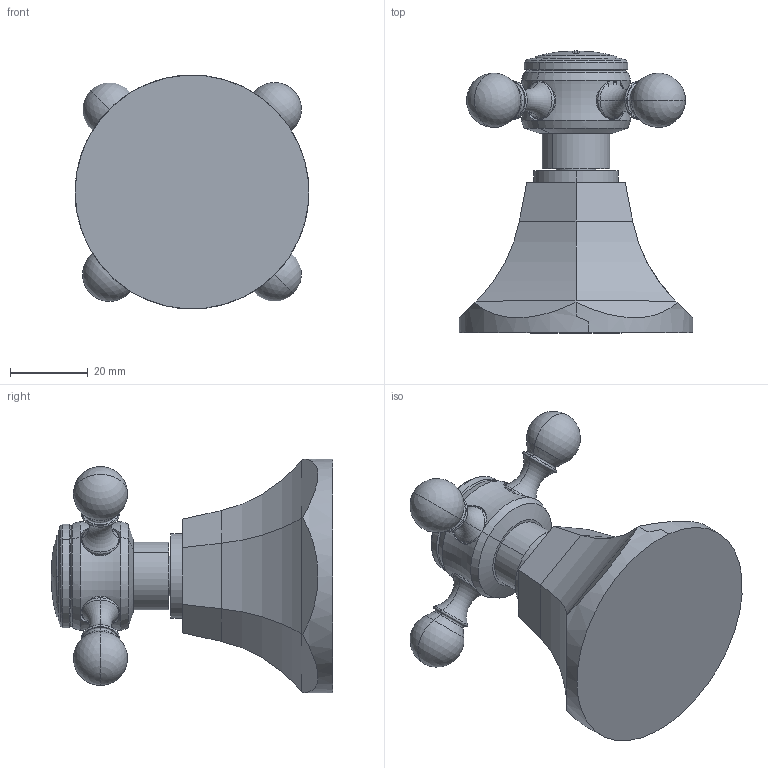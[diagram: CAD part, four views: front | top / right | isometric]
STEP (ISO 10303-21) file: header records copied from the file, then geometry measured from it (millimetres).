
FILE_DESCRIPTION((''),'2;1');
FILE_NAME('3-595','2021-01-04T14:36:35',('jinson.thomas'),(''),'CREO PARAMETRIC BY PTC INC, 2018400','CREO PARAMETRIC BY PTC INC, 2018400','');
FILE_SCHEMA(('CONFIG_CONTROL_DESIGN'));
Length unit declared in the file: inch
Products named in the file (1): 3-595
Bounding box: 60.32 x 72.69 x 60.33 mm (x, y, z)
Volume: 77133.7 mm3; surface area: 15976.7 mm2
Topology: 1 solids, 1 shells, 148 faces, 336 edges, 193 vertices
Faces by surface type: cylinder 40, plane 36, torus 36, cone 18, sphere 14, bspline 4
Entity records: 4716 total; most frequent: CARTESIAN_POINT 1374, DIRECTION 757, ORIENTED_EDGE 652, AXIS2_PLACEMENT_3D 331, EDGE_CURVE 326, VERTEX_POINT 193, CIRCLE 187, EDGE_LOOP 161
